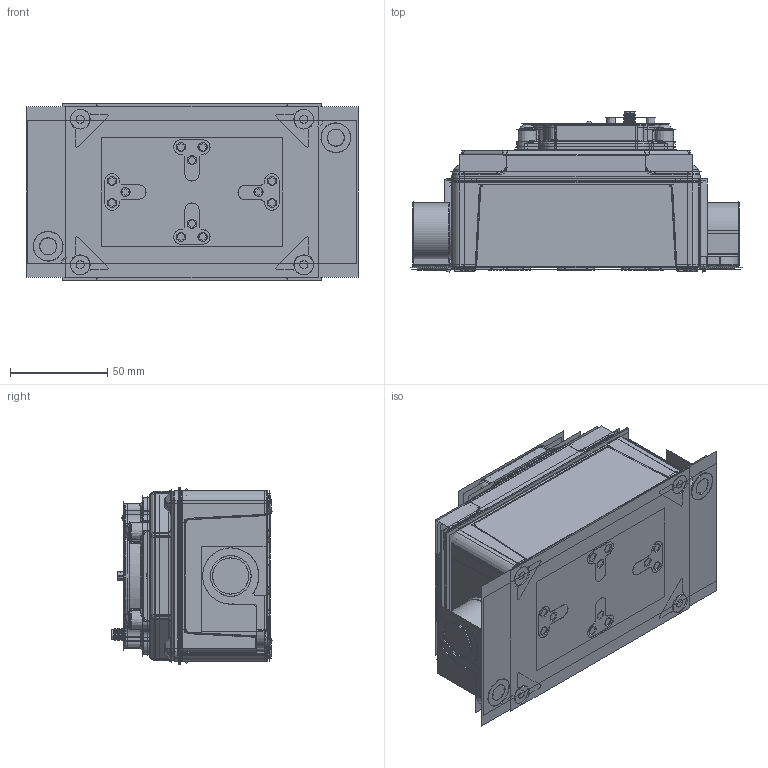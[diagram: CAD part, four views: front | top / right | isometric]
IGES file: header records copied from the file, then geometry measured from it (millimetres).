
Start section:  PTC IGES file: 159659.igs
Global section: file name: 159659.igs; native system: Creo Parametric by PTC Inc.; preprocessor: 2016260; author: pdmadmin; organization: Unknown; date: 20171101.084324; units: millimetre
Bounding box: 170.91 x 83.12 x 91.14 mm (x, y, z)
Volume: 184426.2 mm3; surface area: 1425834 mm2
Topology: 22 solids, 32 shells, 4272 faces, 21400 edges, 27226 vertices
Faces by surface type: revolution 2746, bspline 1526
